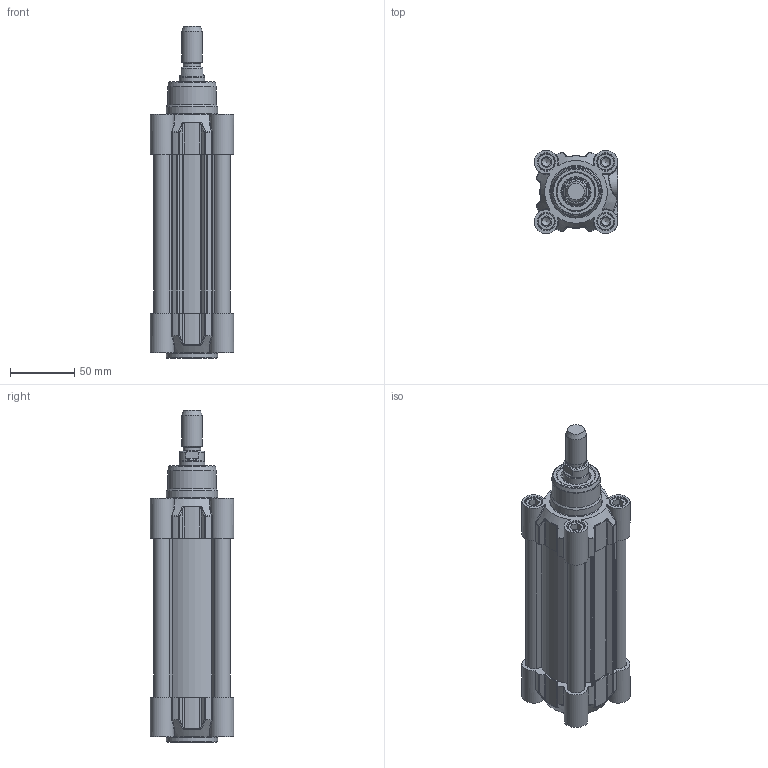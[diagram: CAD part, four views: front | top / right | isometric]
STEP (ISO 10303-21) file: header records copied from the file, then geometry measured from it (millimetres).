
FILE_DESCRIPTION(/* description */ (''),/* implementation_level */ '2;1');
FILE_NAME(/* name */ 'C-H-050-0080.stp',/* time_stamp */ '2017-10-13T14:58:41+02:00',/* author */ (''),/* organization */ (''),/* preprocessor_version */ 'ST-DEVELOPER v15.2',/* originating_system */ 'Autodesk Translator Framework v2.0.0.5431',/* authorisation */ '');
FILE_SCHEMA (('AUTOMOTIVE_DESIGN { 1 0 10303 214 3 1 1 }'));
Products named in the file (1): (Unsaved)
Bounding box: 64.99 x 64.97 x 259 mm (x, y, z)
Volume: 363087.3 mm3; surface area: 157231.1 mm2
Topology: 23 solids, 25 shells, 1813 faces, 4604 edges, 2917 vertices
Faces by surface type: bspline 829, plane 543, cylinder 197, torus 100, cone 98, sphere 46
Full cylindrical faces by diameter (mm): 2.8 x2, 2.9 x2, 4.8 x2, 5.25 x2, 6.647 x8, 7.4 x4, 8 x8, 8.3 x10, 9 x2, 9.8 x4, 9.9 x2, 10 x4, 11.445 x2, 12 x1, 13 x8, 13.3 x8, 13.5 x1, 16 x1, 19.5 x1, 20 x1, 20.8 x1, 20.847 x1, 24 x1, 26 x2, 30 x3, 38 x1, 40 x2, 50 x1
Entity records: 63149 total; most frequent: CARTESIAN_POINT 25744, ORIENTED_EDGE 8706, DIRECTION 5433, EDGE_CURVE 4337, VERTEX_POINT 2868, EDGE_LOOP 2169, LINE 1907, VECTOR 1907
